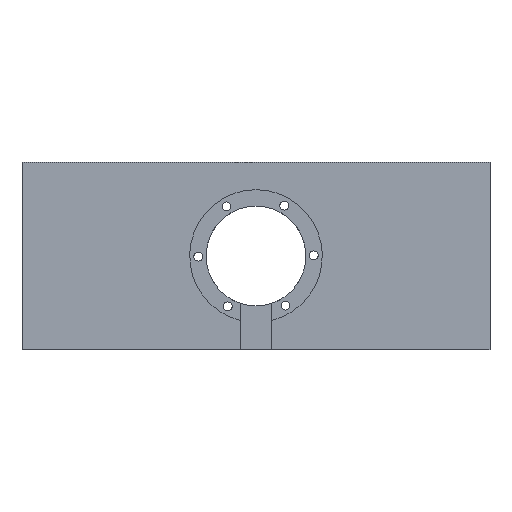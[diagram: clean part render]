
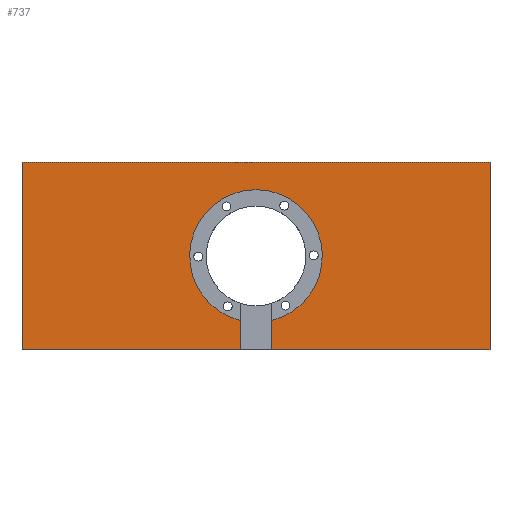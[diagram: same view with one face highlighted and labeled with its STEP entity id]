
A CAD part, front view. The second image highlights one B-rep face of the part: STEP entity #737.
In plain terms, the highlighted planar face has unit normal (0, -1, 0).
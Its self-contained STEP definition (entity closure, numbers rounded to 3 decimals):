
#10 = CARTESIAN_POINT ( 'NONE',  ( -150., -20., 60. ) ) ;
#25 = LINE ( 'NONE', #138, #680 ) ;
#49 = VECTOR ( 'NONE', #796, 1000. ) ;
#62 = DIRECTION ( 'NONE',  ( 0., 0., -1. ) ) ;
#65 = CARTESIAN_POINT ( 'NONE',  ( 0., -20., 0. ) ) ;
#67 = VECTOR ( 'NONE', #1036, 1000. ) ;
#112 = EDGE_LOOP ( 'NONE', ( #142, #360, #943, #194, #120, #600, #665, #752 ) ) ;
#120 = ORIENTED_EDGE ( 'NONE', *, *, #666, .T. ) ;
#138 = CARTESIAN_POINT ( 'NONE',  ( -10., -20., 60.001 ) ) ;
#142 = ORIENTED_EDGE ( 'NONE', *, *, #218, .F. ) ;
#194 = ORIENTED_EDGE ( 'NONE', *, *, #855, .T. ) ;
#210 = LINE ( 'NONE', #377, #67 ) ;
#218 = EDGE_CURVE ( 'NONE', #452, #1031, #993, .T. ) ;
#233 = DIRECTION ( 'NONE',  ( 0., -1., 0. ) ) ;
#263 = CARTESIAN_POINT ( 'NONE',  ( 150., -20., 60. ) ) ;
#273 = LINE ( 'NONE', #263, #636 ) ;
#292 = LINE ( 'NONE', #297, #802 ) ;
#297 = CARTESIAN_POINT ( 'NONE',  ( -150., -20., -60. ) ) ;
#350 = DIRECTION ( 'NONE',  ( 1., 0., 0. ) ) ;
#356 = VERTEX_POINT ( 'NONE', #438 ) ;
#360 = ORIENTED_EDGE ( 'NONE', *, *, #624, .T. ) ;
#377 = CARTESIAN_POINT ( 'NONE',  ( -150., -20., 60. ) ) ;
#393 = VERTEX_POINT ( 'NONE', #609 ) ;
#406 = LINE ( 'NONE', #472, #49 ) ;
#438 = CARTESIAN_POINT ( 'NONE',  ( 150., -20., -60. ) ) ;
#452 = VERTEX_POINT ( 'NONE', #821 ) ;
#460 = CARTESIAN_POINT ( 'NONE',  ( -10., -20., -41.307 ) ) ;
#472 = CARTESIAN_POINT ( 'NONE',  ( 10., -20., 60.001 ) ) ;
#477 = EDGE_CURVE ( 'NONE', #557, #858, #210, .T. ) ;
#486 = DIRECTION ( 'NONE',  ( 0., -1., 0. ) ) ;
#514 = AXIS2_PLACEMENT_3D ( 'NONE', #65, #233, #642 ) ;
#527 = DIRECTION ( 'NONE',  ( 0., 0., -1. ) ) ;
#532 = EDGE_CURVE ( 'NONE', #1031, #551, #25, .T. ) ;
#551 = VERTEX_POINT ( 'NONE', #759 ) ;
#557 = VERTEX_POINT ( 'NONE', #690 ) ;
#566 = DIRECTION ( 'NONE',  ( -1., 0., 0. ) ) ;
#571 = EDGE_CURVE ( 'NONE', #858, #551, #292, .T. ) ;
#589 = AXIS2_PLACEMENT_3D ( 'NONE', #1055, #486, #62 ) ;
#596 = LINE ( 'NONE', #830, #738 ) ;
#600 = ORIENTED_EDGE ( 'NONE', *, *, #477, .T. ) ;
#609 = CARTESIAN_POINT ( 'NONE',  ( 10., -20., -60. ) ) ;
#624 = EDGE_CURVE ( 'NONE', #452, #393, #406, .T. ) ;
#630 = VERTEX_POINT ( 'NONE', #734 ) ;
#633 = DIRECTION ( 'NONE',  ( 1., 0., 0. ) ) ;
#636 = VECTOR ( 'NONE', #664, 1000. ) ;
#642 = DIRECTION ( 'NONE',  ( 0., 0., -1. ) ) ;
#664 = DIRECTION ( 'NONE',  ( 0., 0., 1. ) ) ;
#665 = ORIENTED_EDGE ( 'NONE', *, *, #571, .T. ) ;
#666 = EDGE_CURVE ( 'NONE', #630, #557, #981, .T. ) ;
#680 = VECTOR ( 'NONE', #527, 1000. ) ;
#690 = CARTESIAN_POINT ( 'NONE',  ( -150., -20., 60. ) ) ;
#734 = CARTESIAN_POINT ( 'NONE',  ( 150., -20., 60. ) ) ;
#737 = ADVANCED_FACE ( 'NONE', ( #814 ), #1062, .T. ) ;
#738 = VECTOR ( 'NONE', #350, 1000. ) ;
#752 = ORIENTED_EDGE ( 'NONE', *, *, #532, .F. ) ;
#759 = CARTESIAN_POINT ( 'NONE',  ( -10., -20., -60. ) ) ;
#777 = EDGE_CURVE ( 'NONE', #393, #356, #596, .T. ) ;
#796 = DIRECTION ( 'NONE',  ( 0., 0., -1. ) ) ;
#802 = VECTOR ( 'NONE', #633, 1000. ) ;
#814 = FACE_OUTER_BOUND ( 'NONE', #112, .T. ) ;
#821 = CARTESIAN_POINT ( 'NONE',  ( 10., -20., -41.307 ) ) ;
#830 = CARTESIAN_POINT ( 'NONE',  ( -150., -20., -60. ) ) ;
#842 = CARTESIAN_POINT ( 'NONE',  ( -150., -20., -60. ) ) ;
#855 = EDGE_CURVE ( 'NONE', #356, #630, #273, .T. ) ;
#858 = VERTEX_POINT ( 'NONE', #842 ) ;
#943 = ORIENTED_EDGE ( 'NONE', *, *, #777, .T. ) ;
#981 = LINE ( 'NONE', #10, #983 ) ;
#983 = VECTOR ( 'NONE', #566, 1000. ) ;
#993 = CIRCLE ( 'NONE', #514, 42.5 ) ;
#1031 = VERTEX_POINT ( 'NONE', #460 ) ;
#1036 = DIRECTION ( 'NONE',  ( 0., 0., -1. ) ) ;
#1055 = CARTESIAN_POINT ( 'NONE',  ( 0., -20., 0. ) ) ;
#1062 = PLANE ( 'NONE',  #589 ) ;
